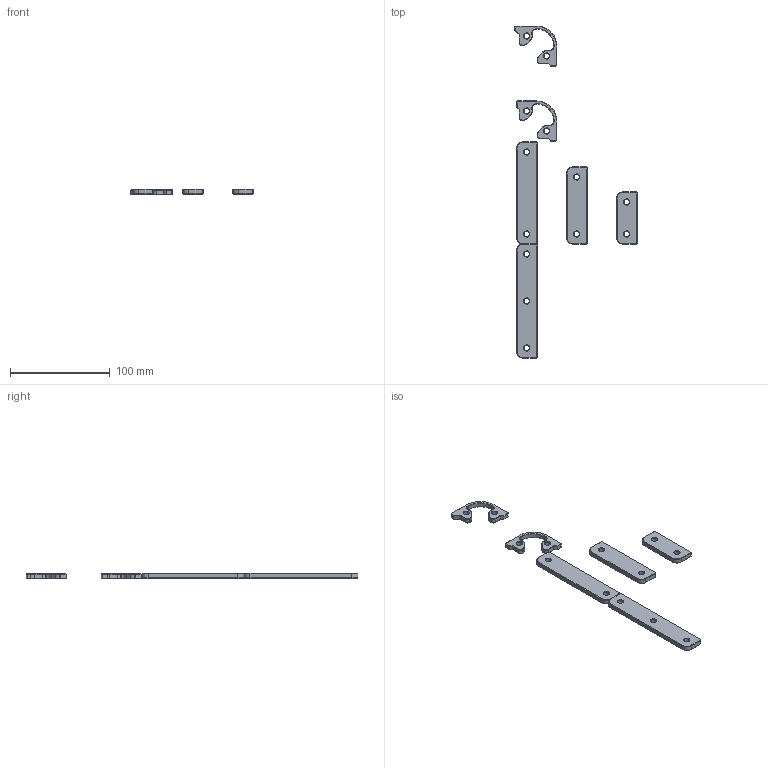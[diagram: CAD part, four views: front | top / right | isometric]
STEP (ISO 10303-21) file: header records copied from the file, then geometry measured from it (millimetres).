
FILE_DESCRIPTION(/* description */ (''),/* implementation_level */ '2;1');
FILE_NAME(/* name */ 'tip_in_risers.step',/* time_stamp */ '2025-06-05T19:09:59-04:00',/* author */ (''),/* organization */ (''),/* preprocessor_version */ 'ST-DEVELOPER v20.1',/* originating_system */ 'Autodesk Translation Framework v14.10.0.0',/* authorisation */ '');
FILE_SCHEMA (('AUTOMOTIVE_DESIGN { 1 0 10303 214 3 1 1 }'));
Length unit declared in the file: millimetre
Products named in the file (7): Doom Skirts; [a]_350_side_riser_tip_in_x12; [a]_center_riser_tip_in_x6; [a]_corner_riser_rear_tip_in_x4; [a]_corner_riser_front_tip_in_x4; [a]_300_side_riser_tip_in_x12; [a]_250_side_riser_tip_in_x12
Assembly tree (6 placements, depth 2):
  Doom Skirts
    [a]_350_side_riser_tip_in_x12
    [a]_center_riser_tip_in_x6
    [a]_corner_riser_rear_tip_in_x4
    [a]_corner_riser_front_tip_in_x4
    [a]_300_side_riser_tip_in_x12
    [a]_250_side_riser_tip_in_x12
Bounding box: 122.5 x 332 x 5.4 mm (x, y, z)
Volume: 39578.9 mm3; surface area: 22434.1 mm2
Topology: 6 solids, 6 shells, 291 faces, 653 edges, 374 vertices
Faces by surface type: plane 132, cone 106, cylinder 53
Full cylindrical faces by diameter (mm): 5.4 x13
Entity records: 8161 total; most frequent: DIRECTION 1475, CARTESIAN_POINT 1331, ORIENTED_EDGE 1306, EDGE_CURVE 653, AXIS2_PLACEMENT_3D 518, LINE 439, VECTOR 439, VERTEX_POINT 374
